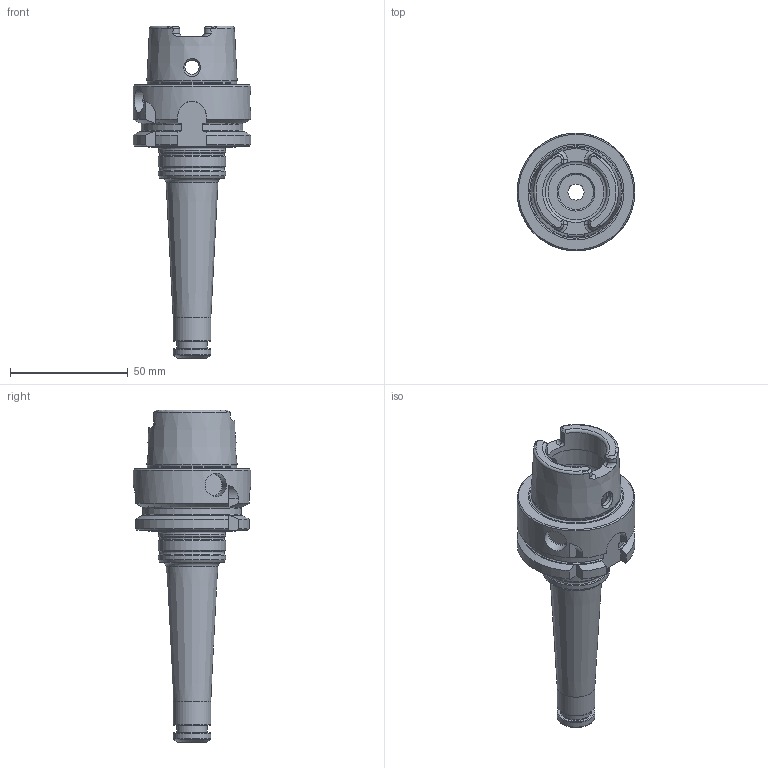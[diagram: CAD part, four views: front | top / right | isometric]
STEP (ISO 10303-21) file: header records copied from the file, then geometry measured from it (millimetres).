
FILE_DESCRIPTION(/* description */ (''),/* implementation_level */ '2;1');
FILE_NAME(/* name */ '455071060.stp',/* time_stamp */ '2021-01-08T12:25:01',/* author */ ('LRA'),/* organization */ ('REGO-FIX'),/* preprocessor_version */ ' Unknown',/* originating_system */ 'SIEMENS PLM Software Solid Edge ST10',/* authorization */ 'Unknown');
FILE_SCHEMA (('AUTOMOTIVE_DESIGN { 1 0 10303 214 2 1 1}'));
Length unit declared in the file: millimetre
Products named in the file (1): NOCUT
Bounding box: 50 x 50 x 141 mm (x, y, z)
Volume: 72818.3 mm3; surface area: 22936.4 mm2
Topology: 1 solids, 1 shells, 154 faces, 392 edges, 247 vertices
Faces by surface type: plane 51, cylinder 38, cone 37, torus 28
Full cylindrical faces by diameter (mm): 6 x2, 6.8 x1, 10 x3, 13 x1, 14.917 x1, 16 x2, 17 x1, 26 x2, 28.5 x3, 32 x1, 37.909 x1, 50 x1
Entity records: 5578 total; most frequent: CARTESIAN_POINT 1166, DIRECTION 676, ORIENTED_EDGE 626, EDGE_CURVE 313, AXIS2_PLACEMENT_3D 291, VERTEX_POINT 228, EDGE_LOOP 227, FACE_BOUND 227
